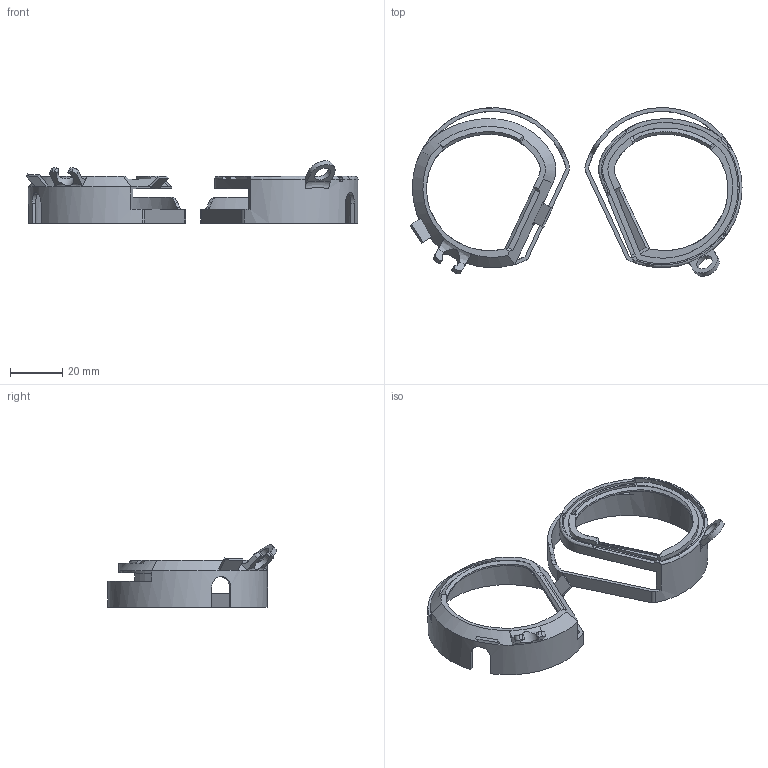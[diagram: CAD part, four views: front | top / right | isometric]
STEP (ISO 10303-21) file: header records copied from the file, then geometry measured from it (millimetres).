
FILE_DESCRIPTION(/* description */ (''),/* implementation_level */ '2;1');
FILE_NAME(/* name */ 'Index Lense Carrier Gen 3.step',/* time_stamp */ '2023-06-23T19:00:52+02:00',/* author */ (''),/* organization */ (''),/* preprocessor_version */ 'ST-DEVELOPER v19.2',/* originating_system */ 'Autodesk Translation Framework v12.6.0.85',/* authorisation */ '');
FILE_SCHEMA (('AUTOMOTIVE_DESIGN { 1 0 10303 214 3 1 1 }'));
Length unit declared in the file: millimetre
Products named in the file (1): iNDEX lENSE
Bounding box: 127.65 x 64.81 x 24.01 mm (x, y, z)
Volume: 10497.5 mm3; surface area: 14726.5 mm2
Topology: 2 solids, 2 shells, 170 faces, 496 edges, 323 vertices
Faces by surface type: plane 91, cylinder 40, bspline 35, cone 2, torus 2
Full cylindrical faces by diameter (mm): 6.5 x1
Entity records: 10360 total; most frequent: CARTESIAN_POINT 6156, ORIENTED_EDGE 992, DIRECTION 709, EDGE_CURVE 496, VERTEX_POINT 323, LINE 237, VECTOR 237, AXIS2_PLACEMENT_3D 236
